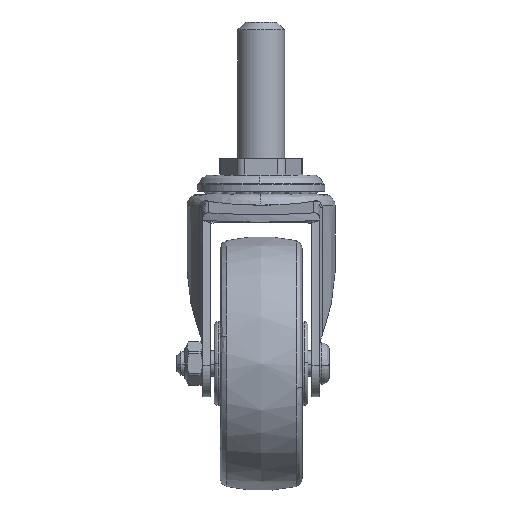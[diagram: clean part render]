
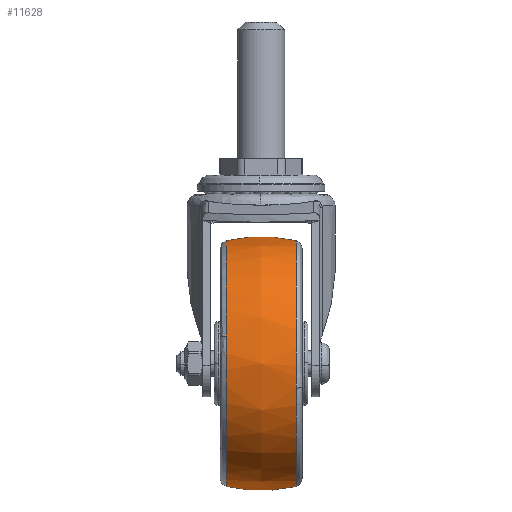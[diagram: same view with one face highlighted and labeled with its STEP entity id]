
A CAD part, left-side view. The second image highlights one B-rep face of the part: STEP entity #11628.
In plain terms, the highlighted free-form (B-spline) face has degree [2, 2] with [5, 5] control points.
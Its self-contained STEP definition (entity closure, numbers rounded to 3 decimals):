
#10608=CARTESIAN_POINT('',(0.0,8.947,31.486));
#10609=VERTEX_POINT('',#10608);
#10672=CARTESIAN_POINT('',(-30.684,8.947,7.061));
#10673=VERTEX_POINT('',#10672);
#10687=CARTESIAN_POINT('',(0.0,8.947,31.486));
#10688=CARTESIAN_POINT('',(-25.063,8.947,31.486));
#10689=CARTESIAN_POINT('',(-30.684,8.947,7.061));
#10697=(BOUNDED_CURVE()B_SPLINE_CURVE(2,(#10687,#10688,#10689),.UNSPECIFIED.,.F.,.U.)B_SPLINE_CURVE_WITH_KNOTS((3,3),(0.5,0.712),.UNSPECIFIED.)CURVE()GEOMETRIC_REPRESENTATION_ITEM()RATIONAL_B_SPLINE_CURVE((1.0,0.752,0.924))REPRESENTATION_ITEM(''));
#10698=EDGE_CURVE('',#10609,#10673,#10697,.T.);
#10726=CARTESIAN_POINT('',(0.0,8.947,-31.486));
#10727=VERTEX_POINT('',#10726);
#10741=CARTESIAN_POINT('',(-30.684,8.947,7.061));
#10742=CARTESIAN_POINT('',(-31.486,8.947,3.576));
#10743=CARTESIAN_POINT('',(-31.486,8.947,0.));
#10744=CARTESIAN_POINT('',(-31.486,8.947,-31.486));
#10745=CARTESIAN_POINT('',(0.0,8.947,-31.486));
#10753=(BOUNDED_CURVE()B_SPLINE_CURVE(2,(#10741,#10742,#10743,#10744,#10745),.UNSPECIFIED.,.F.,.U.)B_SPLINE_CURVE_WITH_KNOTS((3,2,3),(0.712,0.75,1.0),.UNSPECIFIED.)CURVE()GEOMETRIC_REPRESENTATION_ITEM()RATIONAL_B_SPLINE_CURVE((0.924,0.955,1.0,0.707,1.0))REPRESENTATION_ITEM(''));
#10754=EDGE_CURVE('',#10673,#10727,#10753,.T.);
#11502=CARTESIAN_POINT('',(0.0,-8.947,-31.486));
#11503=VERTEX_POINT('',#11502);
#11504=CARTESIAN_POINT('',(0.0,-8.947,-31.486));
#11505=CARTESIAN_POINT('',(0.0,-7.023,-31.928));
#11506=CARTESIAN_POINT('',(0.0,-3.762,-32.426));
#11507=CARTESIAN_POINT('',(0.0,2.258,-32.596));
#11508=CARTESIAN_POINT('',(0.0,6.291,-32.097));
#11509=CARTESIAN_POINT('',(0.0,8.947,-31.486));
#11510=B_SPLINE_CURVE_WITH_KNOTS('',3,(#11504,#11505,#11506,#11507,#11508,#11509),.UNSPECIFIED.,.F.,.U.,(4,1,1,4),(0.,5.922,9.87,18.047),.UNSPECIFIED.);
#11511=EDGE_CURVE('',#11503,#10727,#11510,.T.);
#11515=CARTESIAN_POINT('',(0.0,-8.947,31.486));
#11516=VERTEX_POINT('',#11515);
#11517=CARTESIAN_POINT('',(0.0,-8.947,31.486));
#11518=CARTESIAN_POINT('',(0.0,-6.657,32.012));
#11519=CARTESIAN_POINT('',(0.0,-2.264,32.62));
#11520=CARTESIAN_POINT('',(0.0,3.768,32.45));
#11521=CARTESIAN_POINT('',(0.0,7.39,31.844));
#11522=CARTESIAN_POINT('',(0.0,8.947,31.486));
#11523=B_SPLINE_CURVE_WITH_KNOTS('',3,(#11517,#11518,#11519,#11520,#11521,#11522),.UNSPECIFIED.,.F.,.U.,(4,1,1,4),(0.,7.05,13.254,18.047),.UNSPECIFIED.);
#11524=EDGE_CURVE('',#11516,#10609,#11523,.T.);
#11559=CARTESIAN_POINT('',(0.0,-9.854,31.267));
#11560=CARTESIAN_POINT('',(0.0,-5.004,32.5));
#11561=CARTESIAN_POINT('',(0.0,0.0,32.5));
#11562=CARTESIAN_POINT('',(0.0,5.004,32.5));
#11563=CARTESIAN_POINT('',(0.0,9.854,31.267));
#11564=CARTESIAN_POINT('',(-31.267,-9.854,31.267));
#11565=CARTESIAN_POINT('',(-32.5,-5.004,32.5));
#11566=CARTESIAN_POINT('',(-32.5,0.0,32.5));
#11567=CARTESIAN_POINT('',(-32.5,5.004,32.5));
#11568=CARTESIAN_POINT('',(-31.267,9.854,31.267));
#11569=CARTESIAN_POINT('',(-31.267,-9.854,0.));
#11570=CARTESIAN_POINT('',(-32.5,-5.004,0.));
#11571=CARTESIAN_POINT('',(-32.5,0.0,0.));
#11572=CARTESIAN_POINT('',(-32.5,5.004,0.));
#11573=CARTESIAN_POINT('',(-31.267,9.854,0.));
#11574=CARTESIAN_POINT('',(-31.267,-9.854,-31.267));
#11575=CARTESIAN_POINT('',(-32.5,-5.004,-32.5));
#11576=CARTESIAN_POINT('',(-32.5,0.0,-32.5));
#11577=CARTESIAN_POINT('',(-32.5,5.004,-32.5));
#11578=CARTESIAN_POINT('',(-31.267,9.854,-31.267));
#11579=CARTESIAN_POINT('',(0.0,-9.854,-31.267));
#11580=CARTESIAN_POINT('',(0.0,-5.004,-32.5));
#11581=CARTESIAN_POINT('',(0.0,0.0,-32.5));
#11582=CARTESIAN_POINT('',(0.0,5.004,-32.5));
#11583=CARTESIAN_POINT('',(0.0,9.854,-31.267));
#11591=(BOUNDED_SURFACE()B_SPLINE_SURFACE(2,2,((#11559,#11564,#11569,#11574,#11579),(#11560,#11565,#11570,#11575,#11580),(#11561,#11566,#11571,#11576,#11581),(#11562,#11567,#11572,#11577,#11582),(#11563,#11568,#11573,#11578,#11583)),.UNSPECIFIED.,.F.,.F.,.U.)B_SPLINE_SURFACE_WITH_KNOTS((3,2,3),(3,2,3),(0.0,10.298,20.596),(0.0,53.848,107.696),.UNSPECIFIED.)GEOMETRIC_REPRESENTATION_ITEM()RATIONAL_B_SPLINE_SURFACE(((0.93,0.658,0.93,0.658,0.93),(0.957,0.677,0.957,0.677,0.957),(1.0,0.707,1.0,0.707,1.0),(0.957,0.677,0.957,0.677,0.957),(0.93,0.658,0.93,0.658,0.93)))REPRESENTATION_ITEM('')SURFACE());
#11592=ORIENTED_EDGE('',*,*,#11511,.F.);
#11593=CARTESIAN_POINT('',(-30.852,-8.947,-6.288));
#11594=VERTEX_POINT('',#11593);
#11595=CARTESIAN_POINT('',(-30.852,-8.947,-6.288));
#11596=CARTESIAN_POINT('',(-25.716,-8.947,-31.486));
#11597=CARTESIAN_POINT('',(0.0,-8.947,-31.486));
#11605=(BOUNDED_CURVE()B_SPLINE_CURVE(2,(#11595,#11596,#11597),.UNSPECIFIED.,.F.,.U.)B_SPLINE_CURVE_WITH_KNOTS((3,3),(0.784,1.0),.UNSPECIFIED.)CURVE()GEOMETRIC_REPRESENTATION_ITEM()RATIONAL_B_SPLINE_CURVE((0.931,0.747,1.0))REPRESENTATION_ITEM(''));
#11606=EDGE_CURVE('',#11594,#11503,#11605,.T.);
#11607=ORIENTED_EDGE('',*,*,#11606,.F.);
#11608=CARTESIAN_POINT('',(0.0,-8.947,31.486));
#11609=CARTESIAN_POINT('',(-31.486,-8.947,31.486));
#11610=CARTESIAN_POINT('',(-31.486,-8.947,0.));
#11611=CARTESIAN_POINT('',(-31.486,-8.947,-3.176));
#11612=CARTESIAN_POINT('',(-30.852,-8.947,-6.288));
#11620=(BOUNDED_CURVE()B_SPLINE_CURVE(2,(#11608,#11609,#11610,#11611,#11612),.UNSPECIFIED.,.F.,.U.)B_SPLINE_CURVE_WITH_KNOTS((3,2,3),(0.5,0.75,0.784),.UNSPECIFIED.)CURVE()GEOMETRIC_REPRESENTATION_ITEM()RATIONAL_B_SPLINE_CURVE((1.0,0.707,1.0,0.96,0.931))REPRESENTATION_ITEM(''));
#11621=EDGE_CURVE('',#11516,#11594,#11620,.T.);
#11622=ORIENTED_EDGE('',*,*,#11621,.F.);
#11623=ORIENTED_EDGE('',*,*,#11524,.T.);
#11624=ORIENTED_EDGE('',*,*,#10698,.T.);
#11625=ORIENTED_EDGE('',*,*,#10754,.T.);
#11626=EDGE_LOOP('',(#11592,#11607,#11622,#11623,#11624,#11625));
#11627=FACE_OUTER_BOUND('',#11626,.T.);
#11628=ADVANCED_FACE('',(#11627),#11591,.T.);
